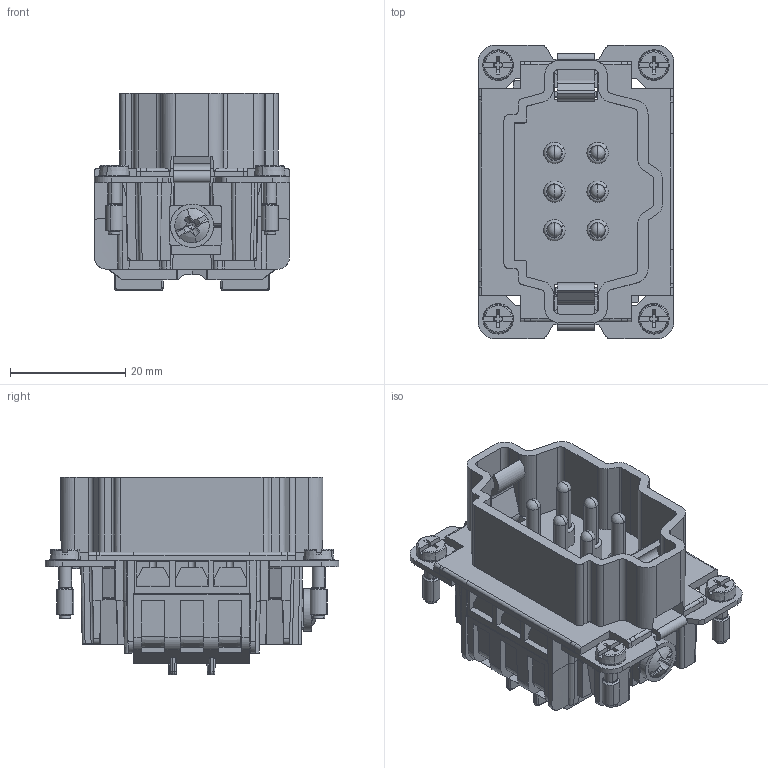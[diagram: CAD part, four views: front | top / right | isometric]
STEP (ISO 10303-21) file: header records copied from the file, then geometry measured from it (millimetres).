
FILE_DESCRIPTION(('CATIA V5 STEP Exchange','CAx-IF Rec.Pracs.--- Model Styling and Organization---1.4--- 2014-01-23'),'2;1');
FILE_NAME ('13502550_4', '2019-10-24T17:27:49+00:00', ('none'), ('Weidmueller'), 'CATIA Version 5-6 Release 2016 SP3 HF44', 'CATIA V5 STEP AP214', 'none');
FILE_SCHEMA(('AUTOMOTIVE_DESIGN { 1 0 10303 214 1 1 1 1 }'));
Length unit declared in the file: millimetre
Products named in the file (1): 1873530000
Bounding box: 34 x 51 x 34.25 mm (x, y, z)
Volume: 20795.2 mm3; surface area: 16324 mm2
Topology: 4 solids, 16 shells, 1463 faces, 4186 edges, 2778 vertices
Faces by surface type: plane 871, cylinder 418, torus 63, cone 61, bspline 24, extrusion 22, sphere 4
Entity records: 48623 total; most frequent: CARTESIAN_POINT 12691, ORIENTED_EDGE 8366, DIRECTION 5876, EDGE_CURVE 4183, VECTOR 2890, LINE 2868, VERTEX_POINT 2778, AXIS2_PLACEMENT_3D 1904
